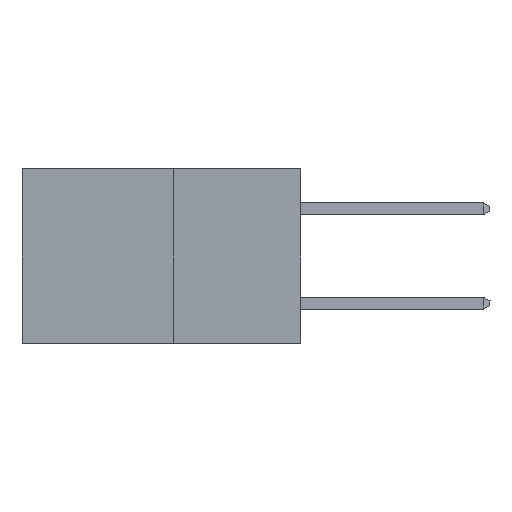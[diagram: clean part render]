
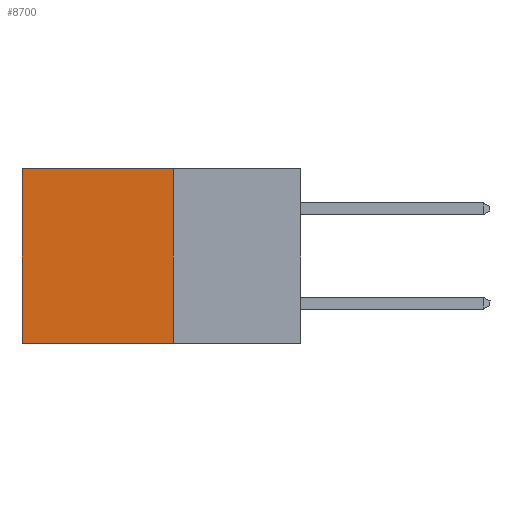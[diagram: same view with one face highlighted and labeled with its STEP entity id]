
A CAD part, left-side view. The second image highlights one B-rep face of the part: STEP entity #8700.
In plain terms, the highlighted planar face has unit normal (-1, 0, 0).
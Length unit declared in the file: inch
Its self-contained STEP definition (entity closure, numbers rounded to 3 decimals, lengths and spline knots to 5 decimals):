
#125 = LINE ( 'NONE', #9035, #13250 ) ;
#1459 = VERTEX_POINT ( 'NONE', #20057 ) ;
#2119 = EDGE_CURVE ( 'NONE', #6082, #8015, #7129, .T. ) ;
#2790 = CARTESIAN_POINT ( 'NONE',  ( 0.277, 0.27, 0. ) ) ;
#3273 = ORIENTED_EDGE ( 'NONE', *, *, #16435, .F. ) ;
#3647 = CARTESIAN_POINT ( 'NONE',  ( 0.277, 0.59, -0.37 ) ) ;
#4932 = LINE ( 'NONE', #3647, #17796 ) ;
#5065 = DIRECTION ( 'NONE',  ( 0., 0., -1. ) ) ;
#5087 = DIRECTION ( 'NONE',  ( 1., 0., 0. ) ) ;
#5395 = DIRECTION ( 'NONE',  ( 0., 0., -1. ) ) ;
#5564 = CARTESIAN_POINT ( 'NONE',  ( 0.277, 0.27, -0.37 ) ) ;
#5703 = ORIENTED_EDGE ( 'NONE', *, *, #17043, .F. ) ;
#5925 = PLANE ( 'NONE',  #17743 ) ;
#6082 = VERTEX_POINT ( 'NONE', #2790 ) ;
#6540 = EDGE_LOOP ( 'NONE', ( #18580, #5703, #3273, #7828 ) ) ;
#7129 = LINE ( 'NONE', #11378, #14967 ) ;
#7273 = DIRECTION ( 'NONE',  ( 0., 1., 0. ) ) ;
#7828 = ORIENTED_EDGE ( 'NONE', *, *, #2119, .T. ) ;
#8015 = VERTEX_POINT ( 'NONE', #19505 ) ;
#8624 = VERTEX_POINT ( 'NONE', #11221 ) ;
#8700 = ADVANCED_FACE ( 'NONE', ( #16978 ), #5925, .F. ) ;
#9035 = CARTESIAN_POINT ( 'NONE',  ( 0.277, 0.27, -0.37 ) ) ;
#11221 = CARTESIAN_POINT ( 'NONE',  ( 0.277, 0.59, -0.37 ) ) ;
#11378 = CARTESIAN_POINT ( 'NONE',  ( 0.277, 0.27, 0. ) ) ;
#13250 = VECTOR ( 'NONE', #7273, 39.37008 ) ;
#14814 = EDGE_CURVE ( 'NONE', #8015, #8624, #4932, .T. ) ;
#14967 = VECTOR ( 'NONE', #21213, 39.37008 ) ;
#16414 = VECTOR ( 'NONE', #19380, 39.37008 ) ;
#16435 = EDGE_CURVE ( 'NONE', #6082, #1459, #20869, .T. ) ;
#16978 = FACE_OUTER_BOUND ( 'NONE', #6540, .T. ) ;
#17043 = EDGE_CURVE ( 'NONE', #1459, #8624, #125, .T. ) ;
#17679 = CARTESIAN_POINT ( 'NONE',  ( 0.277, 0.27, -0.37 ) ) ;
#17743 = AXIS2_PLACEMENT_3D ( 'NONE', #5564, #5087, #5065 ) ;
#17796 = VECTOR ( 'NONE', #5395, 39.37008 ) ;
#18580 = ORIENTED_EDGE ( 'NONE', *, *, #14814, .T. ) ;
#19380 = DIRECTION ( 'NONE',  ( 0., 0., -1. ) ) ;
#19505 = CARTESIAN_POINT ( 'NONE',  ( 0.277, 0.59, 0. ) ) ;
#20057 = CARTESIAN_POINT ( 'NONE',  ( 0.277, 0.27, -0.37 ) ) ;
#20869 = LINE ( 'NONE', #17679, #16414 ) ;
#21213 = DIRECTION ( 'NONE',  ( 0., 1., 0. ) ) ;
